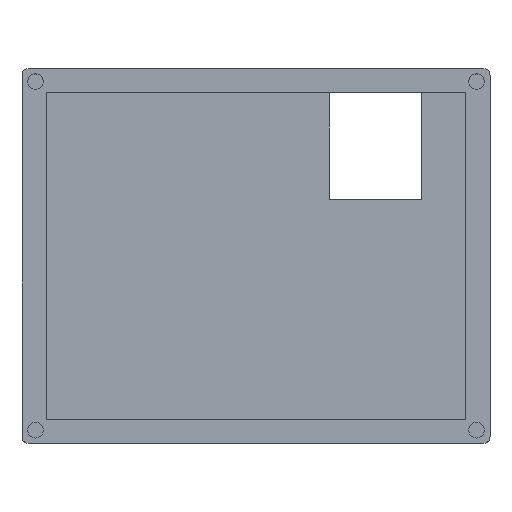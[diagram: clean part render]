
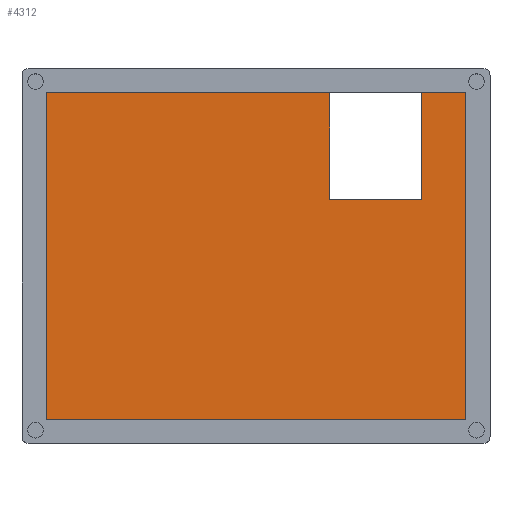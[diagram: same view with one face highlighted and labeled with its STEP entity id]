
A CAD part, top view. The second image highlights one B-rep face of the part: STEP entity #4312.
In plain terms, the highlighted planar face has unit normal (0, 0, 1).
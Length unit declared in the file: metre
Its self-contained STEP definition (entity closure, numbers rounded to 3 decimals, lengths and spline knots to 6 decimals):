
#276=LINE('',#5977,#644);
#280=LINE('',#5985,#648);
#300=LINE('',#6039,#668);
#302=LINE('',#6043,#670);
#304=LINE('',#6047,#672);
#306=LINE('',#6051,#674);
#309=LINE('',#6057,#677);
#311=LINE('',#6060,#679);
#644=VECTOR('',#4841,1.);
#648=VECTOR('',#4845,1.);
#668=VECTOR('',#4899,1.);
#670=VECTOR('',#4903,1.);
#672=VECTOR('',#4907,1.);
#674=VECTOR('',#4913,1.);
#677=VECTOR('',#4918,1.);
#679=VECTOR('',#4922,1.);
#1207=ORIENTED_EDGE('',*,*,#2495,.F.);
#1208=ORIENTED_EDGE('',*,*,#2461,.T.);
#1209=ORIENTED_EDGE('',*,*,#2493,.F.);
#1210=ORIENTED_EDGE('',*,*,#2491,.F.);
#1211=ORIENTED_EDGE('',*,*,#2489,.T.);
#1212=ORIENTED_EDGE('',*,*,#2457,.T.);
#1213=ORIENTED_EDGE('',*,*,#2498,.T.);
#1214=ORIENTED_EDGE('',*,*,#2500,.T.);
#2457=EDGE_CURVE('',#3126,#3125,#276,.T.);
#2461=EDGE_CURVE('',#3130,#3129,#280,.T.);
#2489=EDGE_CURVE('',#3147,#3126,#300,.T.);
#2491=EDGE_CURVE('',#3147,#3148,#302,.T.);
#2493=EDGE_CURVE('',#3148,#3129,#304,.T.);
#2495=EDGE_CURVE('',#3130,#3149,#306,.T.);
#2498=EDGE_CURVE('',#3125,#3150,#309,.T.);
#2500=EDGE_CURVE('',#3150,#3149,#311,.T.);
#3125=VERTEX_POINT('',#5976);
#3126=VERTEX_POINT('',#5978);
#3129=VERTEX_POINT('',#5984);
#3130=VERTEX_POINT('',#5986);
#3147=VERTEX_POINT('',#6040);
#3148=VERTEX_POINT('',#6044);
#3149=VERTEX_POINT('',#6052);
#3150=VERTEX_POINT('',#6056);
#3684=EDGE_LOOP('',(#1207,#1208,#1209,#1210,#1211,#1212,#1213,#1214));
#3958=FACE_BOUND('',#3684,.T.);
#4211=PLANE('',#4601);
#4312=ADVANCED_FACE('',(#3958),#4211,.T.);
#4601=AXIS2_PLACEMENT_3D('',#6061,#4923,#4924);
#4841=DIRECTION('',(-1.,0.,0.));
#4845=DIRECTION('',(-1.,0.,0.));
#4899=DIRECTION('',(0.,1.,0.));
#4903=DIRECTION('',(-1.,0.,0.));
#4907=DIRECTION('',(0.,1.,0.));
#4913=DIRECTION('',(0.,-1.,0.));
#4918=DIRECTION('',(0.,-1.,0.));
#4922=DIRECTION('',(-1.,0.,0.));
#4923=DIRECTION('',(0.,0.,1.));
#4924=DIRECTION('',(1.,0.,0.));
#5976=CARTESIAN_POINT('',(0.034113,0.033588,0.003));
#5977=CARTESIAN_POINT('',(0.038613,0.033588,0.003));
#5978=CARTESIAN_POINT('',(0.043113,0.033588,0.003));
#5984=CARTESIAN_POINT('',(-0.043113,0.033588,0.003));
#5985=CARTESIAN_POINT('',(-0.014,0.033588,0.003));
#5986=CARTESIAN_POINT('',(0.015113,0.033588,0.003));
#6039=CARTESIAN_POINT('',(0.043113,0.,0.003));
#6040=CARTESIAN_POINT('',(0.043113,-0.033588,0.003));
#6043=CARTESIAN_POINT('',(0.,-0.033588,0.003));
#6044=CARTESIAN_POINT('',(-0.043113,-0.033588,0.003));
#6047=CARTESIAN_POINT('',(-0.043113,0.,0.003));
#6051=CARTESIAN_POINT('',(0.015113,0.022588,0.003));
#6052=CARTESIAN_POINT('',(0.015113,0.011588,0.003));
#6056=CARTESIAN_POINT('',(0.034113,0.011588,0.003));
#6057=CARTESIAN_POINT('',(0.034113,0.022588,0.003));
#6060=CARTESIAN_POINT('',(0.024613,0.011588,0.003));
#6061=CARTESIAN_POINT('',(0.,0.,0.003));
